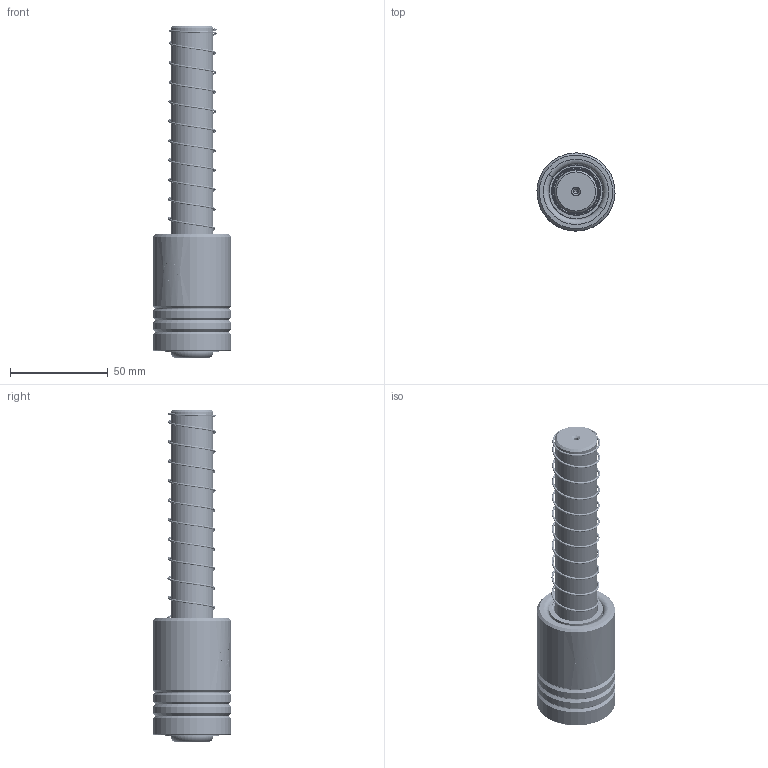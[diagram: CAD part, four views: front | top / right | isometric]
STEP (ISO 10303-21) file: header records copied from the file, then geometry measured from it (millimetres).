
FILE_DESCRIPTION (( 'STEP AP214' ), '1' );
FILE_NAME ('LBSH LBJH-D22-L170£¨BL-60£©.STEP', '2021-08-13T02:59:15', ( '' ), ( '' ), 'SwSTEP 2.0', 'SolidWorks 2016', '' );
FILE_SCHEMA (( 'AUTOMOTIVE_DESIGN' ));
Length unit declared in the file: millimetre
Products named in the file (299): BALL-D3; BSH-D27.5-22.5-L60郪蚾; LBSH LBJH-D22-L170（BL-60）; BSH-27.5-22.5-L60; HWP-D24.5-d22.5-L110; DDP-D22-L170; TBB-D40-d28-L60
Assembly tree (294 placements, depth 3):
  BALL-D3
  BALL-D3
  BALL-D3
  BALL-D3
  BALL-D3
Bounding box: 39.97 x 39.97 x 170 mm (x, y, z)
Volume: 112896.1 mm3; surface area: 52713 mm2
Topology: 290 solids, 290 shells, 1241 faces, 5443 edges, 3618 vertices
Faces by surface type: sphere 1144, cone 28, cylinder 24, torus 16, plane 15, bspline 14
Entity records: 58065 total; most frequent: CARTESIAN_POINT 35249, ORIENTED_EDGE 4004, DIRECTION 3354, EDGE_CURVE 2002, AXIS2_PLACEMENT_3D 1633, VERTEX_POINT 1318, B_SPLINE_CURVE_WITH_KNOTS 1241, EDGE_LOOP 1224
